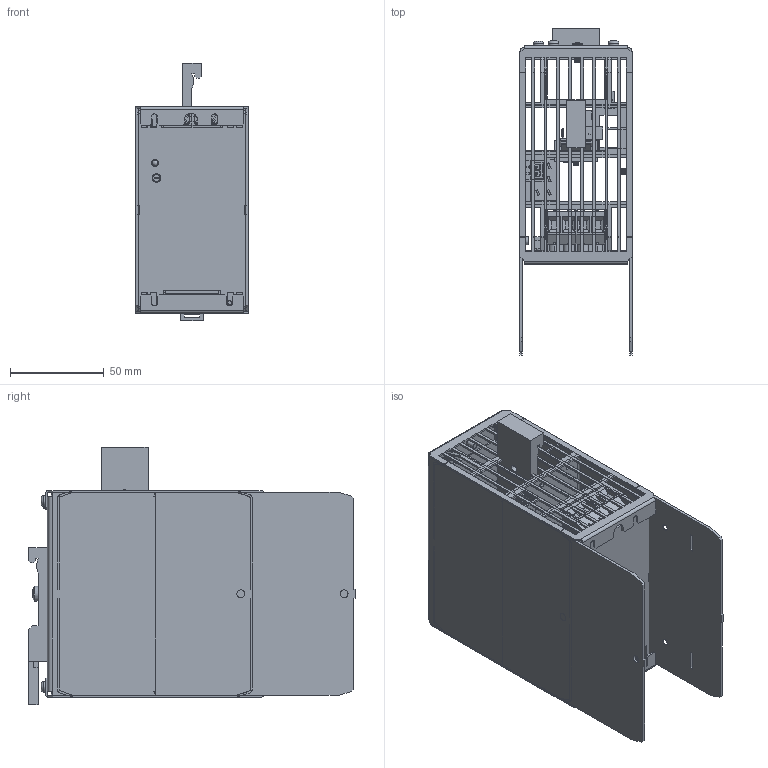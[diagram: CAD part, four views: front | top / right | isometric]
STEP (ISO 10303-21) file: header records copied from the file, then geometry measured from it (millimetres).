
FILE_DESCRIPTION( ( 'Unknown' ), '1' );
FILE_NAME( 'TSPC-240.stp', 'Unknown', ( 'Unknown' ), ( 'Unknown' ), 'PSStep 13.0', 'Unknown', ' ' );
FILE_SCHEMA( ( 'AUTOMOTIVE_DESIGN { 1 0 10303 214 1 1 1 1 }' ) );
Length unit declared in the file: millimetre
Products named in the file (16): Assem1; 24500045-SCREW; 21500023-LED; 22200016-POT; 24500023-SCREW; 23500358-CONNECTOR; 23500357-CONNECTOR; 23300014-SWITCH; 23500356-CONNECTOR; 24300124-HOOK; 24300126-LATCH; 24500067-SCREW; 80008000-SO-M3-4; 24600250-CHASSIS; 24600249-HOOD; 24500005-SCREW-oa0
Bounding box: 60 x 174 x 137 mm (x, y, z)
Volume: 161290.1 mm3; surface area: 208719 mm2
Topology: 36 solids, 36 shells, 3668 faces, 9754 edges, 6305 vertices
Faces by surface type: plane 2524, cylinder 762, cone 275, torus 75, sphere 18, bspline 14
Full cylindrical faces by diameter (mm): 0.2 x8, 0.457 x4, 0.5 x10, 1.2 x4, 1.25 x4, 1.3 x6, 1.6 x2, 2 x4, 2.186 x30, 2.387 x2, 2.4 x8, 2.454 x52, 2.9 x20, 3 x52, 3.2 x16, 3.5 x2, 3.88 x2, 4 x30, 4.093 x4, 4.2 x6, 4.22 x4, 4.5 x2, 5 x6, 5.2 x6, 5.6 x9, 8 x2
Entity records: 64039 total; most frequent: CARTESIAN_POINT 10763, ORIENTED_EDGE 8054, DIRECTION 7884, EDGE_CURVE 4027, LINE 3176, VECTOR 3176, VERTEX_POINT 2747, AXIS2_PLACEMENT_3D 2354
